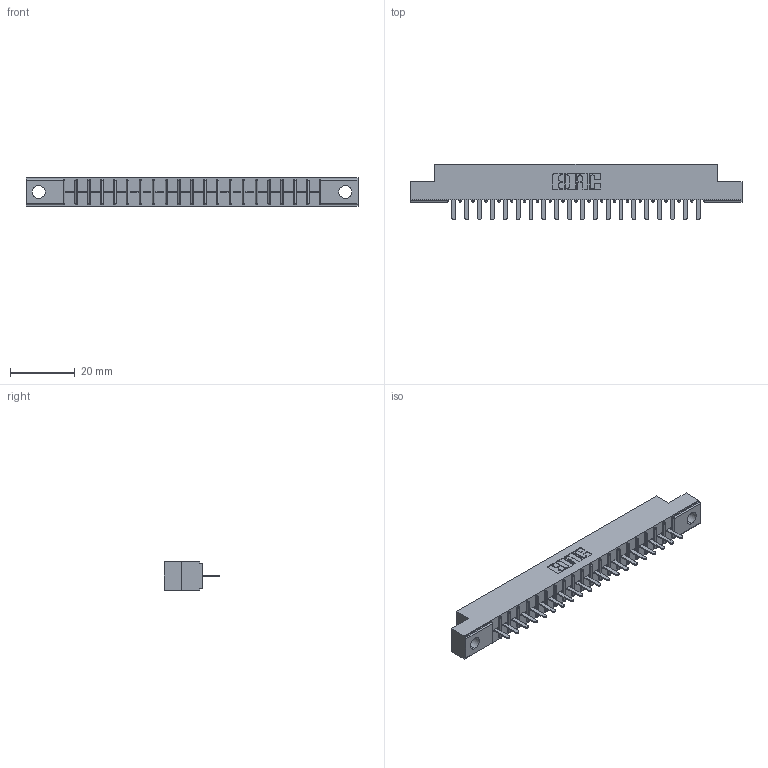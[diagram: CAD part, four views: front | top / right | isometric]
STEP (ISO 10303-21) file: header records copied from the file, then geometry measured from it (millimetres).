
FILE_DESCRIPTION (( 'STEP AP203' ), '1' );
FILE_NAME ('356-020-520-104.STEP', '2018-08-01T19:41:55', ( '' ), ( '' ), 'SwSTEP 2.0', 'SolidWorks 2016', '' );
FILE_SCHEMA (( 'CONFIG_CONTROL_DESIGN' ));
Length unit declared in the file: inch
Products named in the file (3): 356-020-520-104; 306 Part_.156 Dia; 306-290-001_120
Assembly tree (21 placements, depth 2):
  356-020-520-104
    306 Part_.156 Dia
    306-290-001_120  x20
Bounding box: 102.26 x 17.12 x 8.71 mm (x, y, z)
Volume: 6877.9 mm3; surface area: 9980.6 mm2
Topology: 21 solids, 21 shells, 1530 faces, 4292 edges, 2752 vertices
Faces by surface type: plane 1022, cylinder 428, sphere 80
Entity records: 21875 total; most frequent: CARTESIAN_POINT 3673, ORIENTED_EDGE 3636, DIRECTION 3616, EDGE_CURVE 1818, VECTOR 1418, LINE 1418, VERTEX_POINT 1156, AXIS2_PLACEMENT_3D 1099
